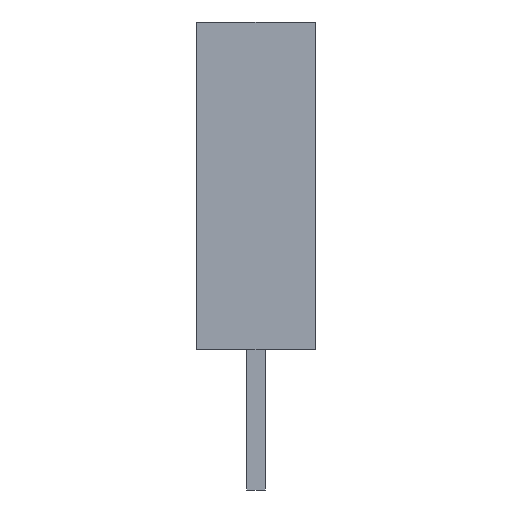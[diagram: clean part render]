
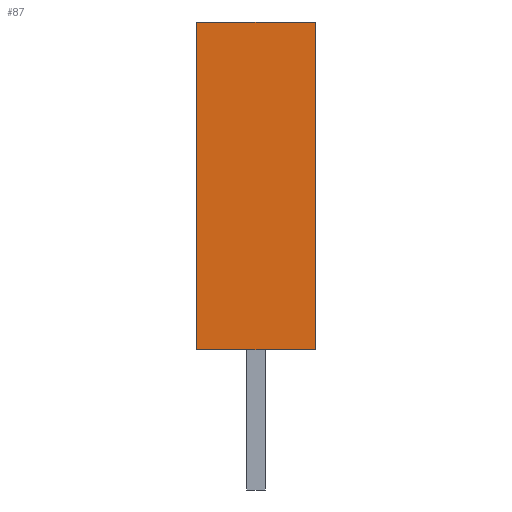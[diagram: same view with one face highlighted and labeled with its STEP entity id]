
A CAD part, front view. The second image highlights one B-rep face of the part: STEP entity #87.
In plain terms, the highlighted planar face has unit normal (0, -1, 0).
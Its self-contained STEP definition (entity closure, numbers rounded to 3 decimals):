
#13=DIRECTION('',(0.,0.,1.));
#14=DIRECTION('',(1.,0.,0.));
#63=EDGE_CURVE('',#64,#66,#68,.T.);
#64=VERTEX_POINT('',#65);
#65=CARTESIAN_POINT('',(-1.27,-1.271,0.));
#66=VERTEX_POINT('',#67);
#67=CARTESIAN_POINT('',(-1.27,-1.271,7.));
#68=LINE('',#65,#69);
#69=VECTOR('',#13,1.);
#76=DIRECTION('',(0.,1.,0.));
#87=ADVANCED_FACE('',(#88),#105,.F.);
#88=FACE_BOUND('',#89,.F.);
#89=EDGE_LOOP('',(#90,#96,#97,#102));
#90=ORIENTED_EDGE('',*,*,#91,.F.);
#91=EDGE_CURVE('',#64,#92,#94,.T.);
#92=VERTEX_POINT('',#93);
#93=CARTESIAN_POINT('',(1.27,-1.271,0.));
#94=LINE('',#65,#95);
#95=VECTOR('',#14,1.);
#96=ORIENTED_EDGE('',*,*,#63,.T.);
#97=ORIENTED_EDGE('',*,*,#98,.T.);
#98=EDGE_CURVE('',#66,#99,#101,.T.);
#99=VERTEX_POINT('',#100);
#100=CARTESIAN_POINT('',(1.27,-1.271,7.));
#101=LINE('',#67,#95);
#102=ORIENTED_EDGE('',*,*,#103,.F.);
#103=EDGE_CURVE('',#92,#99,#104,.T.);
#104=LINE('',#93,#69);
#105=PLANE('',#106);
#106=AXIS2_PLACEMENT_3D('',#65,#76,#13);
